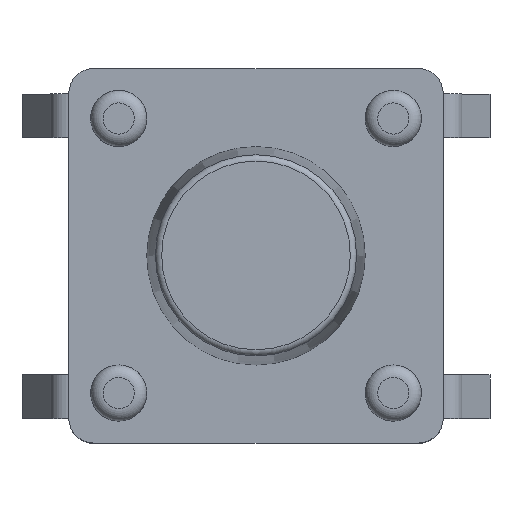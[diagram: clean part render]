
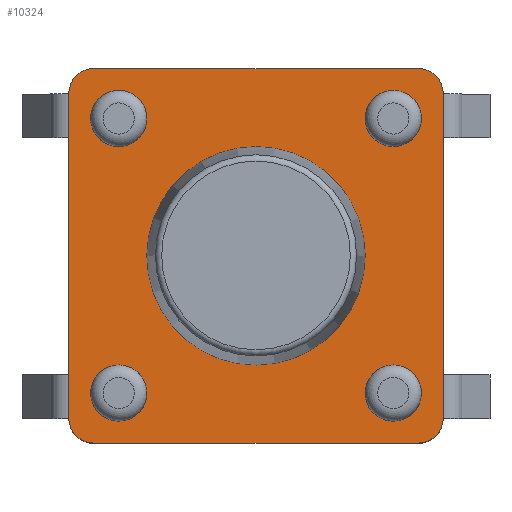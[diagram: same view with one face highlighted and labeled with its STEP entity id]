
A CAD part, top view. The second image highlights one B-rep face of the part: STEP entity #10324.
In plain terms, the highlighted planar face has unit normal (0, 0, 1).
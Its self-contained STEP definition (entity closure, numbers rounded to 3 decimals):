
#31=FACE_BOUND('',#1134,.T.);
#32=FACE_BOUND('',#1135,.T.);
#33=FACE_BOUND('',#1136,.T.);
#34=FACE_BOUND('',#1137,.T.);
#35=FACE_BOUND('',#1138,.T.);
#70=PLANE('',#10908);
#586=FACE_OUTER_BOUND('',#1133,.T.);
#1133=EDGE_LOOP('',(#7273,#7274,#7275,#7276,#7277,#7278,#7279,#7280));
#1134=EDGE_LOOP('',(#7281));
#1135=EDGE_LOOP('',(#7282));
#1136=EDGE_LOOP('',(#7283));
#1137=EDGE_LOOP('',(#7284));
#1138=EDGE_LOOP('',(#7285));
#1710=LINE('',#14258,#3155);
#1714=LINE('',#14270,#3159);
#1718=LINE('',#14282,#3163);
#1722=LINE('',#14292,#3167);
#3155=VECTOR('',#11555,10.);
#3159=VECTOR('',#11567,10.);
#3163=VECTOR('',#11579,10.);
#3167=VECTOR('',#11591,10.);
#4592=CIRCLE('',#10878,0.45);
#4594=CIRCLE('',#10881,1.75);
#4596=CIRCLE('',#10884,0.45);
#4598=CIRCLE('',#10887,0.45);
#4600=CIRCLE('',#10890,0.45);
#4603=CIRCLE('',#10894,0.4);
#4605=CIRCLE('',#10898,0.4);
#4607=CIRCLE('',#10902,0.4);
#4609=CIRCLE('',#10906,0.4);
#4675=VERTEX_POINT('',#14216);
#4677=VERTEX_POINT('',#14222);
#4679=VERTEX_POINT('',#14228);
#4681=VERTEX_POINT('',#14234);
#4683=VERTEX_POINT('',#14240);
#4687=VERTEX_POINT('',#14249);
#4688=VERTEX_POINT('',#14251);
#4690=VERTEX_POINT('',#14257);
#4692=VERTEX_POINT('',#14263);
#4694=VERTEX_POINT('',#14269);
#4696=VERTEX_POINT('',#14275);
#4698=VERTEX_POINT('',#14281);
#4700=VERTEX_POINT('',#14287);
#5693=EDGE_CURVE('',#4675,#4675,#4592,.T.);
#5696=EDGE_CURVE('',#4677,#4677,#4594,.T.);
#5699=EDGE_CURVE('',#4679,#4679,#4596,.T.);
#5702=EDGE_CURVE('',#4681,#4681,#4598,.T.);
#5705=EDGE_CURVE('',#4683,#4683,#4600,.T.);
#5710=EDGE_CURVE('',#4688,#4687,#4603,.T.);
#5713=EDGE_CURVE('',#4690,#4688,#1710,.T.);
#5716=EDGE_CURVE('',#4692,#4690,#4605,.T.);
#5719=EDGE_CURVE('',#4694,#4692,#1714,.T.);
#5722=EDGE_CURVE('',#4696,#4694,#4607,.T.);
#5725=EDGE_CURVE('',#4698,#4696,#1718,.T.);
#5728=EDGE_CURVE('',#4700,#4698,#4609,.T.);
#5731=EDGE_CURVE('',#4687,#4700,#1722,.T.);
#7273=ORIENTED_EDGE('',*,*,#5731,.T.);
#7274=ORIENTED_EDGE('',*,*,#5728,.T.);
#7275=ORIENTED_EDGE('',*,*,#5725,.T.);
#7276=ORIENTED_EDGE('',*,*,#5722,.T.);
#7277=ORIENTED_EDGE('',*,*,#5719,.T.);
#7278=ORIENTED_EDGE('',*,*,#5716,.T.);
#7279=ORIENTED_EDGE('',*,*,#5713,.T.);
#7280=ORIENTED_EDGE('',*,*,#5710,.T.);
#7281=ORIENTED_EDGE('',*,*,#5705,.T.);
#7282=ORIENTED_EDGE('',*,*,#5702,.T.);
#7283=ORIENTED_EDGE('',*,*,#5699,.T.);
#7284=ORIENTED_EDGE('',*,*,#5696,.T.);
#7285=ORIENTED_EDGE('',*,*,#5693,.T.);
#10324=ADVANCED_FACE('',(#586,#31,#32,#33,#34,#35),#70,.T.);
#10878=AXIS2_PLACEMENT_3D('',#14217,#11511,#11512);
#10881=AXIS2_PLACEMENT_3D('',#14223,#11518,#11519);
#10884=AXIS2_PLACEMENT_3D('',#14229,#11525,#11526);
#10887=AXIS2_PLACEMENT_3D('',#14235,#11532,#11533);
#10890=AXIS2_PLACEMENT_3D('',#14241,#11539,#11540);
#10894=AXIS2_PLACEMENT_3D('',#14252,#11549,#11550);
#10898=AXIS2_PLACEMENT_3D('',#14264,#11561,#11562);
#10902=AXIS2_PLACEMENT_3D('',#14276,#11573,#11574);
#10906=AXIS2_PLACEMENT_3D('',#14288,#11585,#11586);
#10908=AXIS2_PLACEMENT_3D('',#14293,#11592,#11593);
#11511=DIRECTION('center_axis',(0.,0.,-1.));
#11512=DIRECTION('ref_axis',(-1.,0.,0.));
#11518=DIRECTION('center_axis',(0.,0.,-1.));
#11519=DIRECTION('ref_axis',(-1.,0.,0.));
#11525=DIRECTION('center_axis',(0.,0.,-1.));
#11526=DIRECTION('ref_axis',(-1.,0.,0.));
#11532=DIRECTION('center_axis',(0.,0.,-1.));
#11533=DIRECTION('ref_axis',(-1.,0.,0.));
#11539=DIRECTION('center_axis',(0.,0.,-1.));
#11540=DIRECTION('ref_axis',(-1.,0.,0.));
#11549=DIRECTION('center_axis',(0.,0.,1.));
#11550=DIRECTION('ref_axis',(0.,-1.,0.));
#11555=DIRECTION('',(0.,-1.,0.));
#11561=DIRECTION('center_axis',(0.,0.,1.));
#11562=DIRECTION('ref_axis',(-1.,0.,0.));
#11567=DIRECTION('',(-1.,0.,0.));
#11573=DIRECTION('center_axis',(0.,0.,1.));
#11574=DIRECTION('ref_axis',(0.,1.,0.));
#11579=DIRECTION('',(0.,1.,0.));
#11585=DIRECTION('center_axis',(0.,0.,1.));
#11586=DIRECTION('ref_axis',(1.,0.,0.));
#11591=DIRECTION('',(1.,0.,0.));
#11592=DIRECTION('center_axis',(0.,0.,1.));
#11593=DIRECTION('ref_axis',(1.,0.,0.));
#14216=CARTESIAN_POINT('',(-1.75,2.2,3.45));
#14217=CARTESIAN_POINT('Origin',(-2.2,2.2,3.45));
#14222=CARTESIAN_POINT('',(1.75,0.,3.45));
#14223=CARTESIAN_POINT('Origin',(0.,0.,3.45));
#14228=CARTESIAN_POINT('',(2.65,-2.2,3.45));
#14229=CARTESIAN_POINT('Origin',(2.2,-2.2,3.45));
#14234=CARTESIAN_POINT('',(-1.75,-2.2,3.45));
#14235=CARTESIAN_POINT('Origin',(-2.2,-2.2,3.45));
#14240=CARTESIAN_POINT('',(2.65,2.2,3.45));
#14241=CARTESIAN_POINT('Origin',(2.2,2.2,3.45));
#14249=CARTESIAN_POINT('',(-2.6,-3.,3.45));
#14251=CARTESIAN_POINT('',(-3.,-2.6,3.45));
#14252=CARTESIAN_POINT('Origin',(-2.6,-2.6,3.45));
#14257=CARTESIAN_POINT('',(-3.,2.6,3.45));
#14258=CARTESIAN_POINT('',(-3.,1.5,3.45));
#14263=CARTESIAN_POINT('',(-2.6,3.,3.45));
#14264=CARTESIAN_POINT('Origin',(-2.6,2.6,3.45));
#14269=CARTESIAN_POINT('',(2.6,3.,3.45));
#14270=CARTESIAN_POINT('',(1.5,3.,3.45));
#14275=CARTESIAN_POINT('',(3.,2.6,3.45));
#14276=CARTESIAN_POINT('Origin',(2.6,2.6,3.45));
#14281=CARTESIAN_POINT('',(3.,-2.6,3.45));
#14282=CARTESIAN_POINT('',(3.,-1.5,3.45));
#14287=CARTESIAN_POINT('',(2.6,-3.,3.45));
#14288=CARTESIAN_POINT('Origin',(2.6,-2.6,3.45));
#14292=CARTESIAN_POINT('',(-1.5,-3.,3.45));
#14293=CARTESIAN_POINT('Origin',(0.,0.,3.45));
